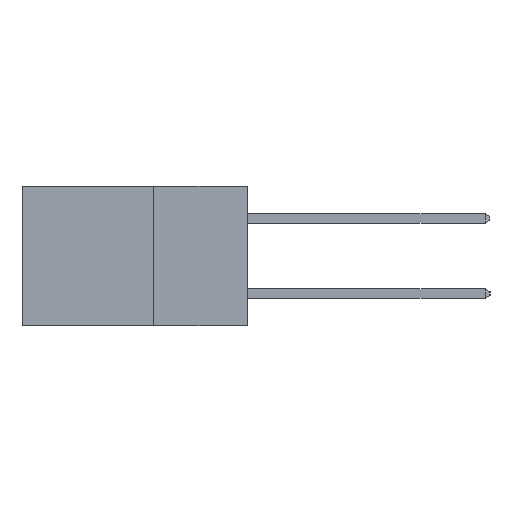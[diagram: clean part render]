
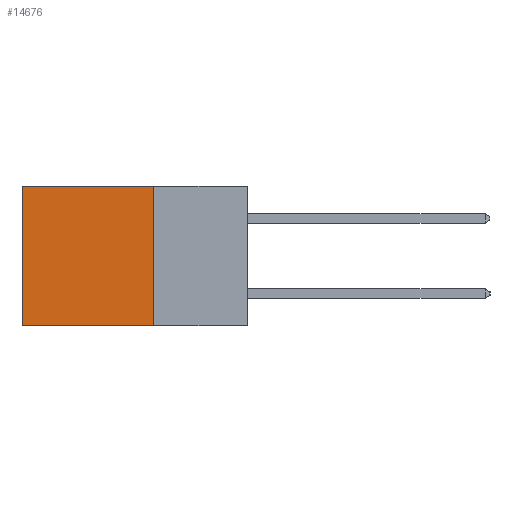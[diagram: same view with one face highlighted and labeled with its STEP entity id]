
A CAD part, left-side view. The second image highlights one B-rep face of the part: STEP entity #14676.
In plain terms, the highlighted planar face has unit normal (-1, 0, 0).
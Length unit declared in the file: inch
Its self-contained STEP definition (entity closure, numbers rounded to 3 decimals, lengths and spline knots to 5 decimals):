
#1013 = ORIENTED_EDGE ( 'NONE', *, *, #7357, .F. ) ;
#1625 = VECTOR ( 'NONE', #11480, 39.37008 ) ;
#2162 = PLANE ( 'NONE',  #8423 ) ;
#3597 = DIRECTION ( 'NONE',  ( 0., 0., -1. ) ) ;
#3878 = DIRECTION ( 'NONE',  ( 0., 0., -1. ) ) ;
#4328 = ORIENTED_EDGE ( 'NONE', *, *, #8465, .T. ) ;
#4395 = EDGE_CURVE ( 'NONE', #7860, #6779, #14507, .T. ) ;
#4421 = VERTEX_POINT ( 'NONE', #12132 ) ;
#4702 = CARTESIAN_POINT ( 'NONE',  ( 0.2615, 0.6, -0.37 ) ) ;
#5019 = VECTOR ( 'NONE', #6409, 39.37008 ) ;
#5809 = VECTOR ( 'NONE', #13899, 39.37008 ) ;
#5925 = CARTESIAN_POINT ( 'NONE',  ( 0.2615, 0.25, 0. ) ) ;
#5989 = FACE_OUTER_BOUND ( 'NONE', #12444, .T. ) ;
#6409 = DIRECTION ( 'NONE',  ( 0., 1., 0. ) ) ;
#6504 = ORIENTED_EDGE ( 'NONE', *, *, #14829, .F. ) ;
#6779 = VERTEX_POINT ( 'NONE', #4702 ) ;
#7267 = CARTESIAN_POINT ( 'NONE',  ( 0.2615, 0.25, -0.37 ) ) ;
#7357 = EDGE_CURVE ( 'NONE', #7914, #6779, #8815, .T. ) ;
#7860 = VERTEX_POINT ( 'NONE', #13298 ) ;
#7914 = VERTEX_POINT ( 'NONE', #7267 ) ;
#8423 = AXIS2_PLACEMENT_3D ( 'NONE', #10196, #11502, #3597 ) ;
#8465 = EDGE_CURVE ( 'NONE', #4421, #7860, #8565, .T. ) ;
#8565 = LINE ( 'NONE', #5925, #5019 ) ;
#8815 = LINE ( 'NONE', #11535, #1625 ) ;
#10042 = VECTOR ( 'NONE', #3878, 39.37008 ) ;
#10196 = CARTESIAN_POINT ( 'NONE',  ( 0.2615, 0.25, -0.37 ) ) ;
#11480 = DIRECTION ( 'NONE',  ( 0., 1., 0. ) ) ;
#11502 = DIRECTION ( 'NONE',  ( 1., 0., 0. ) ) ;
#11535 = CARTESIAN_POINT ( 'NONE',  ( 0.2615, 0.25, -0.37 ) ) ;
#12132 = CARTESIAN_POINT ( 'NONE',  ( 0.2615, 0.25, 0. ) ) ;
#12444 = EDGE_LOOP ( 'NONE', ( #15499, #1013, #6504, #4328 ) ) ;
#13298 = CARTESIAN_POINT ( 'NONE',  ( 0.2615, 0.6, 0. ) ) ;
#13899 = DIRECTION ( 'NONE',  ( 0., 0., -1. ) ) ;
#14165 = CARTESIAN_POINT ( 'NONE',  ( 0.2615, 0.6, -0.37 ) ) ;
#14362 = CARTESIAN_POINT ( 'NONE',  ( 0.2615, 0.25, -0.37 ) ) ;
#14507 = LINE ( 'NONE', #14165, #5809 ) ;
#14676 = ADVANCED_FACE ( 'NONE', ( #5989 ), #2162, .F. ) ;
#14829 = EDGE_CURVE ( 'NONE', #4421, #7914, #16759, .T. ) ;
#15499 = ORIENTED_EDGE ( 'NONE', *, *, #4395, .T. ) ;
#16759 = LINE ( 'NONE', #14362, #10042 ) ;
